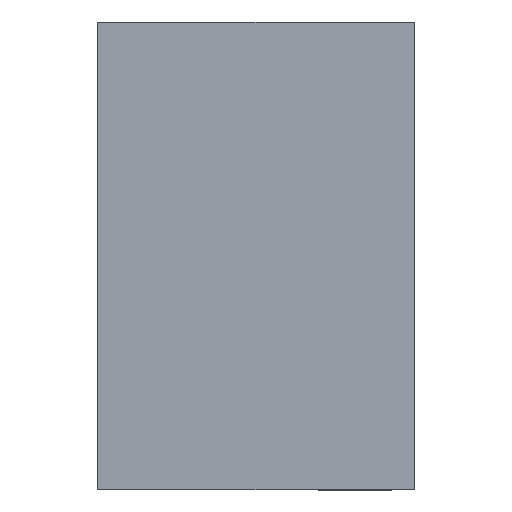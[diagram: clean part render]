
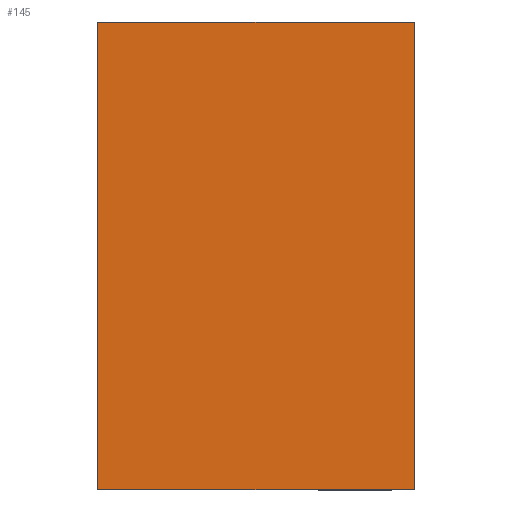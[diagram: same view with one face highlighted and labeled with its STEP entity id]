
A CAD part, left-side view. The second image highlights one B-rep face of the part: STEP entity #145.
In plain terms, the highlighted planar face has unit normal (-1, 0, 0).
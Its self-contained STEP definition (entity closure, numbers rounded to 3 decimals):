
#19=FACE_OUTER_BOUND('',#27,.T.);
#27=EDGE_LOOP('',(#115,#116,#117,#118));
#42=LINE('',#233,#60);
#44=LINE('',#237,#62);
#45=LINE('',#239,#63);
#46=LINE('',#240,#64);
#60=VECTOR('',#192,10.);
#62=VECTOR('',#196,10.);
#63=VECTOR('',#197,10.);
#64=VECTOR('',#198,10.);
#75=VERTEX_POINT('',#230);
#76=VERTEX_POINT('',#232);
#77=VERTEX_POINT('',#236);
#78=VERTEX_POINT('',#238);
#90=EDGE_CURVE('',#76,#75,#42,.T.);
#92=EDGE_CURVE('',#77,#76,#44,.T.);
#93=EDGE_CURVE('',#78,#75,#45,.T.);
#94=EDGE_CURVE('',#77,#78,#46,.T.);
#115=ORIENTED_EDGE('',*,*,#92,.T.);
#116=ORIENTED_EDGE('',*,*,#90,.T.);
#117=ORIENTED_EDGE('',*,*,#93,.F.);
#118=ORIENTED_EDGE('',*,*,#94,.F.);
#137=PLANE('',#167);
#145=ADVANCED_FACE('',(#19),#137,.T.);
#167=AXIS2_PLACEMENT_3D('',#235,#194,#195);
#192=DIRECTION('',(0.,-1.,0.));
#194=DIRECTION('center_axis',(-1.,0.,0.));
#195=DIRECTION('ref_axis',(0.,0.,-1.));
#196=DIRECTION('',(0.,0.,-1.));
#197=DIRECTION('',(0.,0.,-1.));
#198=DIRECTION('',(0.,-1.,0.));
#230=CARTESIAN_POINT('',(-4.,-55.,0.));
#232=CARTESIAN_POINT('',(-4.,0.,0.));
#233=CARTESIAN_POINT('',(-4.,0.,0.));
#235=CARTESIAN_POINT('Origin',(-4.,0.,81.25));
#236=CARTESIAN_POINT('',(-4.,0.,81.25));
#237=CARTESIAN_POINT('',(-4.,0.,81.25));
#238=CARTESIAN_POINT('',(-4.,-55.,81.25));
#239=CARTESIAN_POINT('',(-4.,-55.,81.25));
#240=CARTESIAN_POINT('',(-4.,0.,81.25));
